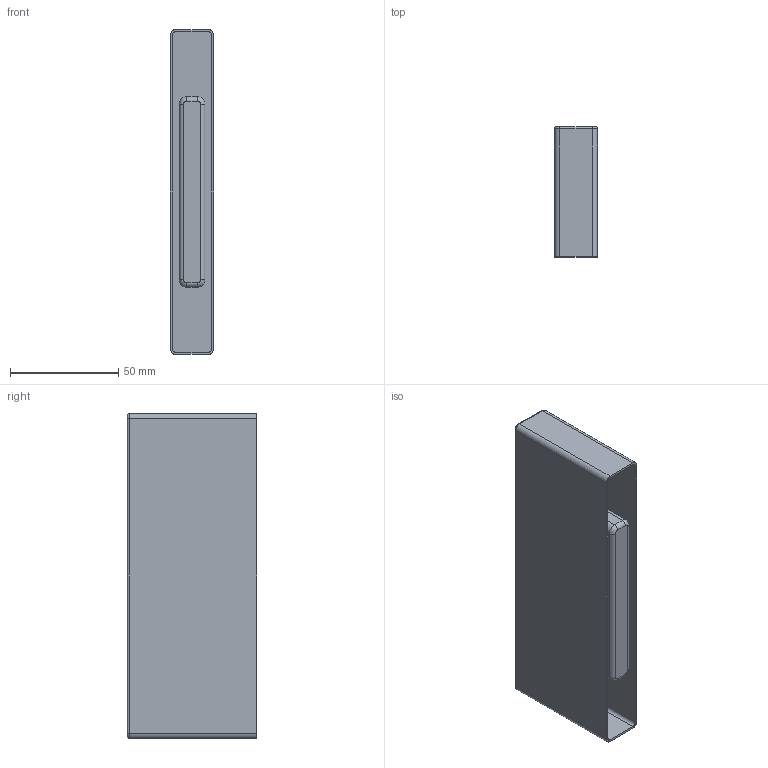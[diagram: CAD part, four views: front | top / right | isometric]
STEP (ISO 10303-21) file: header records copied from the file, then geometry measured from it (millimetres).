
FILE_DESCRIPTION(/* description */ (''),/* implementation_level */ '2;1');
FILE_NAME(/* name */ 'Card Holder 01 v4.step',/* time_stamp */ '2024-01-10T00:22:35-06:00',/* author */ (''),/* organization */ (''),/* preprocessor_version */ 'ST-DEVELOPER v20',/* originating_system */ 'Autodesk Translation Framework v12.14.0.127',/* authorisation */ '');
FILE_SCHEMA (('AUTOMOTIVE_DESIGN { 1 0 10303 214 3 1 1 }'));
Length unit declared in the file: millimetre
Products named in the file (1): Card Holder 01
Bounding box: 20 x 60 x 150 mm (x, y, z)
Volume: 33639.7 mm3; surface area: 67614.1 mm2
Topology: 1 solids, 1 shells, 69 faces, 160 edges, 96 vertices
Faces by surface type: cylinder 32, plane 21, torus 12, bspline 4
Entity records: 2014 total; most frequent: DIRECTION 372, CARTESIAN_POINT 358, ORIENTED_EDGE 320, EDGE_CURVE 160, AXIS2_PLACEMENT_3D 146, VERTEX_POINT 96, CIRCLE 80, LINE 80
